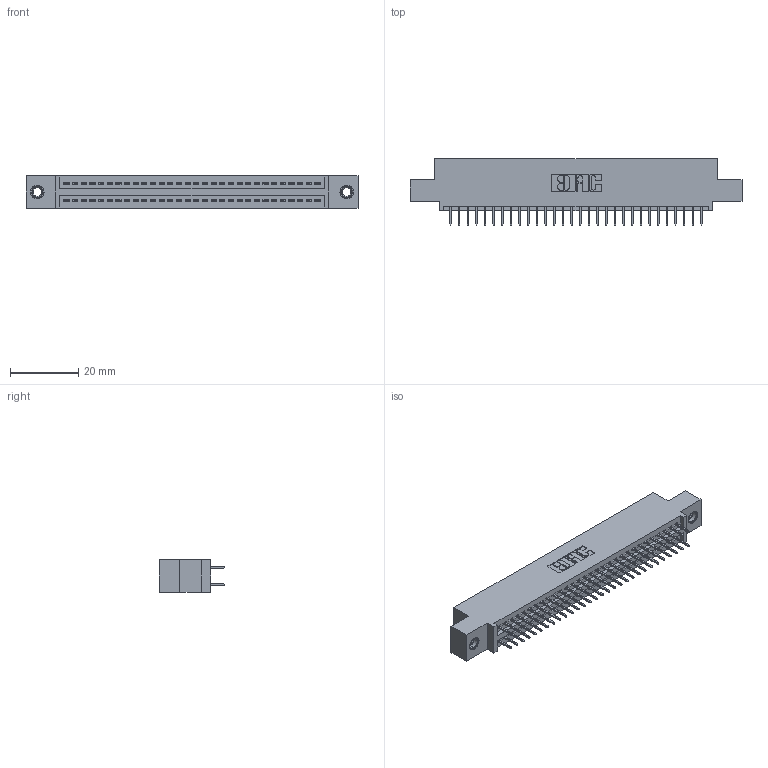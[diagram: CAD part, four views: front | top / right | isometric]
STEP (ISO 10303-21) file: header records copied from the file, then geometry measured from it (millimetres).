
FILE_DESCRIPTION (( 'STEP AP203' ), '1' );
FILE_NAME ('345-060-524-507.STEP', '2019-10-30T07:44:13', ( '' ), ( '' ), 'SwSTEP 2.0', 'SolidWorks 2016', '' );
FILE_SCHEMA (( 'CONFIG_CONTROL_DESIGN' ));
Length unit declared in the file: inch
Products named in the file (4): 345-250-001_345-250-005-103; 345-060-524-507; 345-292-001_345-293-124; 345 Part_0.110 Offset - 0.156 Dia-TI
Assembly tree (63 placements, depth 2):
  345-060-524-507
    345 Part_0.110 Offset - 0.156 Dia-TI
    345-292-001_345-293-124  x60
    345-250-001_345-250-005-103  x2
Bounding box: 97.41 x 19.35 x 9.4 mm (x, y, z)
Volume: 9173.3 mm3; surface area: 13208.3 mm2
Topology: 63 solids, 63 shells, 3430 faces, 9669 edges, 6198 vertices
Faces by surface type: plane 2456, cylinder 958, cone 12, torus 4
Entity records: 26546 total; most frequent: CARTESIAN_POINT 4443, ORIENTED_EDGE 4370, DIRECTION 3959, EDGE_CURVE 2185, VECTOR 1917, LINE 1917, VERTEX_POINT 1448, AXIS2_PLACEMENT_3D 1021
